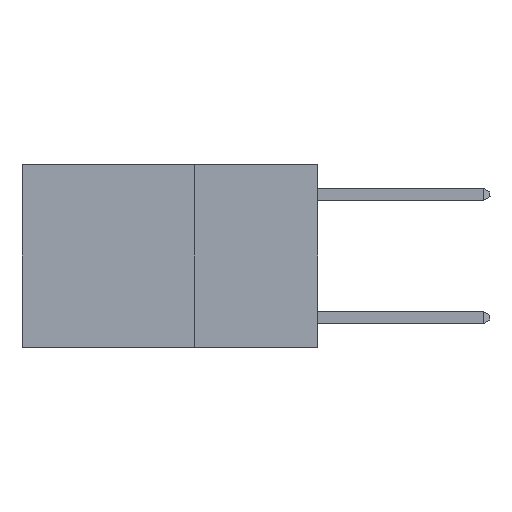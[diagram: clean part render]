
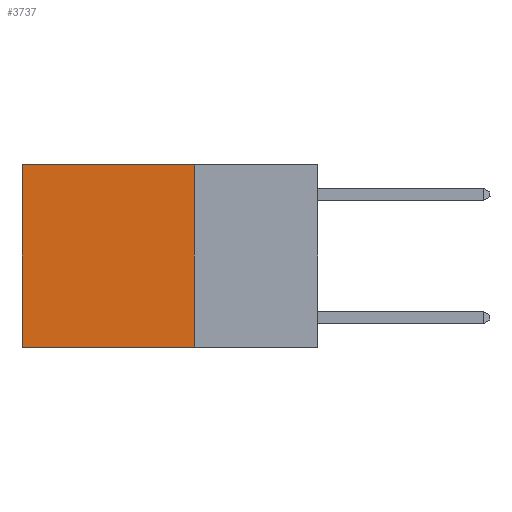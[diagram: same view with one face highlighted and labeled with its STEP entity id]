
A CAD part, left-side view. The second image highlights one B-rep face of the part: STEP entity #3737.
In plain terms, the highlighted planar face has unit normal (-1, 0, 0).
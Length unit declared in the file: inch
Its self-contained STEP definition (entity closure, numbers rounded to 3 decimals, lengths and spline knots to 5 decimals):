
#266 = CARTESIAN_POINT ( 'NONE',  ( 0.2625, 0.6, -0.37 ) ) ;
#358 = CARTESIAN_POINT ( 'NONE',  ( 0.2625, 0.25, 0. ) ) ;
#610 = VERTEX_POINT ( 'NONE', #8034 ) ;
#1282 = CARTESIAN_POINT ( 'NONE',  ( 0.2625, 0.25, 0. ) ) ;
#1382 = VECTOR ( 'NONE', #8973, 39.37008 ) ;
#1556 = EDGE_CURVE ( 'NONE', #610, #6863, #1884, .T. ) ;
#1593 = DIRECTION ( 'NONE',  ( 1., 0., 0. ) ) ;
#1631 = VECTOR ( 'NONE', #1923, 39.37008 ) ;
#1884 = LINE ( 'NONE', #1935, #1631 ) ;
#1923 = DIRECTION ( 'NONE',  ( 0., 0., -1. ) ) ;
#1935 = CARTESIAN_POINT ( 'NONE',  ( 0.2625, 0.6, 0. ) ) ;
#2143 = DIRECTION ( 'NONE',  ( 0., 0., -1. ) ) ;
#2485 = EDGE_CURVE ( 'NONE', #3262, #9558, #6914, .T. ) ;
#2558 = DIRECTION ( 'NONE',  ( 0., 1., 0. ) ) ;
#2931 = VECTOR ( 'NONE', #5000, 39.37008 ) ;
#3262 = VERTEX_POINT ( 'NONE', #358 ) ;
#3452 = VECTOR ( 'NONE', #2558, 39.37008 ) ;
#3487 = PLANE ( 'NONE',  #3910 ) ;
#3737 = ADVANCED_FACE ( 'NONE', ( #6772 ), #3487, .F. ) ;
#3910 = AXIS2_PLACEMENT_3D ( 'NONE', #9965, #1593, #2143 ) ;
#3992 = ORIENTED_EDGE ( 'NONE', *, *, #1556, .T. ) ;
#4207 = ORIENTED_EDGE ( 'NONE', *, *, #5939, .F. ) ;
#5000 = DIRECTION ( 'NONE',  ( 0., 0., -1. ) ) ;
#5099 = CARTESIAN_POINT ( 'NONE',  ( 0.2625, 0.25, -0.37 ) ) ;
#5324 = LINE ( 'NONE', #6614, #3452 ) ;
#5710 = ORIENTED_EDGE ( 'NONE', *, *, #9540, .T. ) ;
#5861 = CARTESIAN_POINT ( 'NONE',  ( 0.2625, 0.25, -0.37 ) ) ;
#5939 = EDGE_CURVE ( 'NONE', #9558, #6863, #9627, .T. ) ;
#6614 = CARTESIAN_POINT ( 'NONE',  ( 0.2625, 0.25, 0. ) ) ;
#6772 = FACE_OUTER_BOUND ( 'NONE', #8717, .T. ) ;
#6863 = VERTEX_POINT ( 'NONE', #266 ) ;
#6914 = LINE ( 'NONE', #1282, #2931 ) ;
#7170 = ORIENTED_EDGE ( 'NONE', *, *, #2485, .F. ) ;
#8034 = CARTESIAN_POINT ( 'NONE',  ( 0.2625, 0.6, 0. ) ) ;
#8717 = EDGE_LOOP ( 'NONE', ( #3992, #4207, #7170, #5710 ) ) ;
#8973 = DIRECTION ( 'NONE',  ( 0., 1., 0. ) ) ;
#9540 = EDGE_CURVE ( 'NONE', #3262, #610, #5324, .T. ) ;
#9558 = VERTEX_POINT ( 'NONE', #5861 ) ;
#9627 = LINE ( 'NONE', #5099, #1382 ) ;
#9965 = CARTESIAN_POINT ( 'NONE',  ( 0.2625, 0.25, 0. ) ) ;
